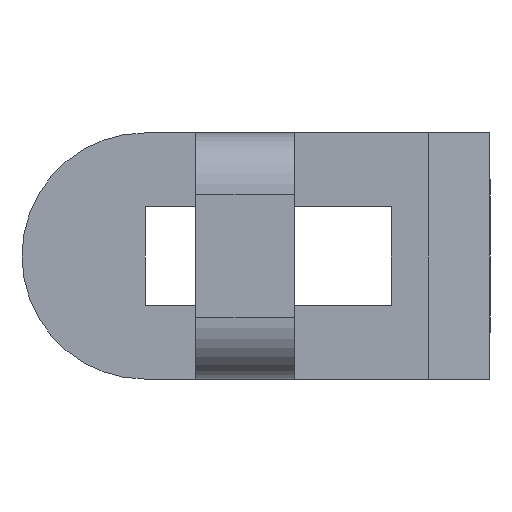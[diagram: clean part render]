
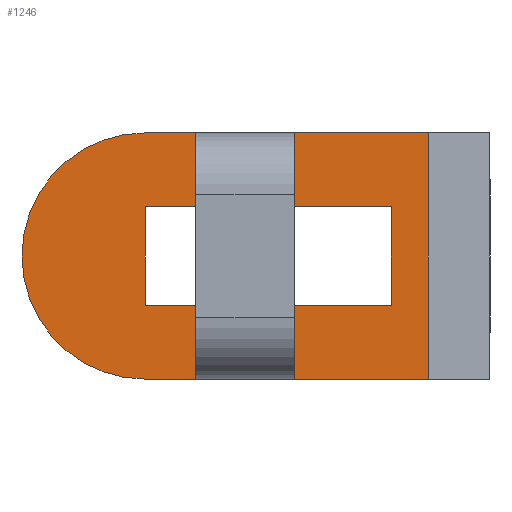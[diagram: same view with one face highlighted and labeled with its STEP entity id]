
A CAD part, front view. The second image highlights one B-rep face of the part: STEP entity #1246.
In plain terms, the highlighted planar face has unit normal (0, -1, 0).
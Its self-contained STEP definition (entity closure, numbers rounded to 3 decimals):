
#65=FACE_BOUND('',#192,.T.);
#73=PLANE('',#1379);
#123=FACE_OUTER_BOUND('',#191,.T.);
#191=EDGE_LOOP('',(#915,#916,#917,#918));
#192=EDGE_LOOP('',(#919,#920,#921,#922));
#261=LINE('',#1761,#402);
#270=LINE('',#1789,#411);
#279=LINE('',#1816,#420);
#280=LINE('',#1817,#421);
#281=LINE('',#1819,#422);
#282=LINE('',#1821,#423);
#283=LINE('',#1822,#424);
#402=VECTOR('',#1459,10.);
#411=VECTOR('',#1482,10.);
#420=VECTOR('',#1511,10.);
#421=VECTOR('',#1512,10.);
#422=VECTOR('',#1513,10.);
#423=VECTOR('',#1514,10.);
#424=VECTOR('',#1515,10.);
#547=CIRCLE('',#1380,10.);
#563=VERTEX_POINT('',#1758);
#564=VERTEX_POINT('',#1760);
#575=VERTEX_POINT('',#1786);
#576=VERTEX_POINT('',#1788);
#583=VERTEX_POINT('',#1813);
#584=VERTEX_POINT('',#1815);
#585=VERTEX_POINT('',#1818);
#586=VERTEX_POINT('',#1820);
#687=EDGE_CURVE('',#564,#563,#261,.T.);
#701=EDGE_CURVE('',#575,#576,#270,.T.);
#714=EDGE_CURVE('',#583,#575,#547,.T.);
#715=EDGE_CURVE('',#584,#583,#279,.T.);
#716=EDGE_CURVE('',#576,#584,#280,.T.);
#717=EDGE_CURVE('',#563,#585,#281,.T.);
#718=EDGE_CURVE('',#585,#586,#282,.T.);
#719=EDGE_CURVE('',#586,#564,#283,.T.);
#915=ORIENTED_EDGE('',*,*,#714,.F.);
#916=ORIENTED_EDGE('',*,*,#715,.F.);
#917=ORIENTED_EDGE('',*,*,#716,.F.);
#918=ORIENTED_EDGE('',*,*,#701,.F.);
#919=ORIENTED_EDGE('',*,*,#687,.T.);
#920=ORIENTED_EDGE('',*,*,#717,.T.);
#921=ORIENTED_EDGE('',*,*,#718,.T.);
#922=ORIENTED_EDGE('',*,*,#719,.T.);
#1246=ADVANCED_FACE('',(#123,#65),#73,.T.);
#1379=AXIS2_PLACEMENT_3D('',#1812,#1507,#1508);
#1380=AXIS2_PLACEMENT_3D('',#1814,#1509,#1510);
#1459=DIRECTION('',(0.,0.,-1.));
#1482=DIRECTION('',(1.,0.,0.));
#1507=DIRECTION('center_axis',(0.,-1.,0.));
#1508=DIRECTION('ref_axis',(1.,0.,0.));
#1509=DIRECTION('center_axis',(0.,1.,0.));
#1510=DIRECTION('ref_axis',(-0.707,0.,-0.707));
#1511=DIRECTION('',(-1.,0.,0.));
#1512=DIRECTION('',(0.,0.,-1.));
#1513=DIRECTION('',(-1.,0.,0.));
#1514=DIRECTION('',(0.,0.,1.));
#1515=DIRECTION('',(1.,0.,0.));
#1758=CARTESIAN_POINT('',(30.,-9.,-4.));
#1760=CARTESIAN_POINT('',(30.,-9.,4.));
#1761=CARTESIAN_POINT('',(30.,-9.,-2.));
#1786=CARTESIAN_POINT('',(10.,-9.,10.));
#1788=CARTESIAN_POINT('',(33.,-9.,10.));
#1789=CARTESIAN_POINT('',(0.,-9.,10.));
#1812=CARTESIAN_POINT('Origin',(0.,-9.,
0.));
#1813=CARTESIAN_POINT('',(10.,-9.,-10.));
#1814=CARTESIAN_POINT('Origin',(10.,-9.,0.));
#1815=CARTESIAN_POINT('',(33.,-9.,-10.));
#1816=CARTESIAN_POINT('',(0.,-9.,-10.));
#1817=CARTESIAN_POINT('',(33.,-9.,0.));
#1818=CARTESIAN_POINT('',(10.,-9.,-4.));
#1819=CARTESIAN_POINT('',(5.,-9.,-4.));
#1820=CARTESIAN_POINT('',(10.,-9.,4.));
#1821=CARTESIAN_POINT('',(10.,-9.,2.));
#1822=CARTESIAN_POINT('',(15.,-9.,4.));
